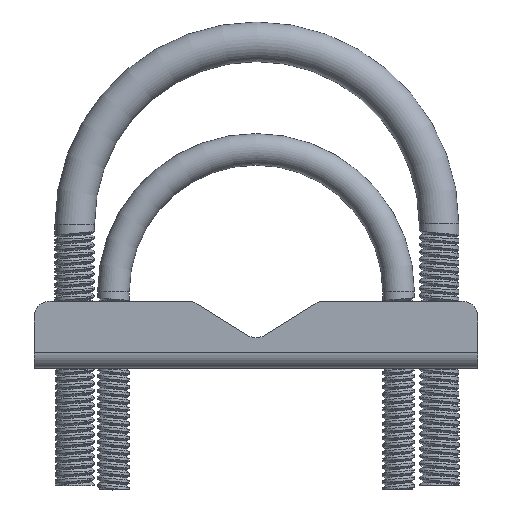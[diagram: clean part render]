
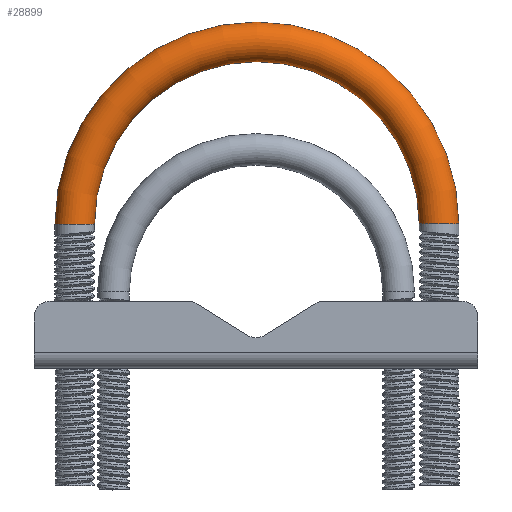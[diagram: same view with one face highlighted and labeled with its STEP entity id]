
A CAD part, top view. The second image highlights one B-rep face of the part: STEP entity #28899.
In plain terms, the highlighted toroidal (fillet/blend) face has major radius 36.513 mm and minor radius 3.969 mm.
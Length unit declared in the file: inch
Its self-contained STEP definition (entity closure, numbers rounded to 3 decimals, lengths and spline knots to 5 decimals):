
#1600 = CARTESIAN_POINT ( 'NONE',  ( 2.59431, 2.86117, 1.90563 ) ) ;
#2033 = CARTESIAN_POINT ( 'NONE',  ( 2.75056, 2.86131, 1.90563 ) ) ;
#2990 = AXIS2_PLACEMENT_3D ( 'NONE', #30572, #30191, #3517 ) ;
#3517 = DIRECTION ( 'NONE',  ( 0.001, -1., 0. ) ) ;
#3737 = CARTESIAN_POINT ( 'NONE',  ( 1.31306, 2.86002, 1.90563 ) ) ;
#5003 = AXIS2_PLACEMENT_3D ( 'NONE', #2033, #22622, #6735 ) ;
#5982 = VERTEX_POINT ( 'NONE', #16351 ) ;
#6735 = DIRECTION ( 'NONE',  ( -1., -0.001, 0. ) ) ;
#8405 = VERTEX_POINT ( 'NONE', #10448 ) ;
#8478 = DIRECTION ( 'NONE',  ( 1., 0., 0. ) ) ;
#8654 = ORIENTED_EDGE ( 'NONE', *, *, #27421, .T. ) ;
#10287 = DIRECTION ( 'NONE',  ( 0., 0., 1. ) ) ;
#10448 = CARTESIAN_POINT ( 'NONE',  ( 0.03181, 2.85887, 1.90563 ) ) ;
#11390 = VERTEX_POINT ( 'NONE', #1600 ) ;
#12175 = ORIENTED_EDGE ( 'NONE', *, *, #27410, .T. ) ;
#13090 = VERTEX_POINT ( 'NONE', #29906 ) ;
#14912 = CIRCLE ( 'NONE', #16923, 0.15625 ) ;
#15607 = DIRECTION ( 'NONE',  ( 0.001, -1., 0. ) ) ;
#16351 = CARTESIAN_POINT ( 'NONE',  ( 2.90681, 2.86145, 1.90563 ) ) ;
#16923 = AXIS2_PLACEMENT_3D ( 'NONE', #31504, #15607, #36205 ) ;
#19413 = ORIENTED_EDGE ( 'NONE', *, *, #27248, .F. ) ;
#21832 = CIRCLE ( 'NONE', #5003, 0.15625 ) ;
#22622 = DIRECTION ( 'NONE',  ( -0.001, 1., 0. ) ) ;
#24352 = DIRECTION ( 'NONE',  ( 0., 0., 1. ) ) ;
#26185 = CARTESIAN_POINT ( 'NONE',  ( 1.31306, 2.86002, 1.90563 ) ) ;
#26471 = TOROIDAL_SURFACE ( 'NONE', #2990, 1.4375, 0.15625 ) ;
#26875 = AXIS2_PLACEMENT_3D ( 'NONE', #26185, #10287, #30938 ) ;
#27248 = EDGE_CURVE ( 'NONE', #11390, #8405, #34520, .T. ) ;
#27337 = EDGE_CURVE ( 'NONE', #8405, #13090, #14912, .T. ) ;
#27410 = EDGE_CURVE ( 'NONE', #5982, #13090, #30450, .T. ) ;
#27421 = EDGE_CURVE ( 'NONE', #11390, #5982, #21832, .T. ) ;
#28362 = ORIENTED_EDGE ( 'NONE', *, *, #27337, .F. ) ;
#28899 = ADVANCED_FACE ( 'NONE', ( #33174 ), #26471, .T. ) ;
#29906 = CARTESIAN_POINT ( 'NONE',  ( -0.28069, 2.85859, 1.90563 ) ) ;
#30166 = EDGE_LOOP ( 'NONE', ( #8654, #12175, #28362, #19413 ) ) ;
#30191 = DIRECTION ( 'NONE',  ( 0., 0., 1. ) ) ;
#30450 = CIRCLE ( 'NONE', #26875, 1.59375 ) ;
#30572 = CARTESIAN_POINT ( 'NONE',  ( 1.31306, 2.86002, 1.90563 ) ) ;
#30938 = DIRECTION ( 'NONE',  ( 1., 0., 0. ) ) ;
#31504 = CARTESIAN_POINT ( 'NONE',  ( -0.12444, 2.85873, 1.90563 ) ) ;
#33174 = FACE_OUTER_BOUND ( 'NONE', #30166, .T. ) ;
#34520 = CIRCLE ( 'NONE', #35382, 1.28125 ) ;
#35382 = AXIS2_PLACEMENT_3D ( 'NONE', #3737, #24352, #8478 ) ;
#36205 = DIRECTION ( 'NONE',  ( 1., 0.001, 0. ) ) ;
